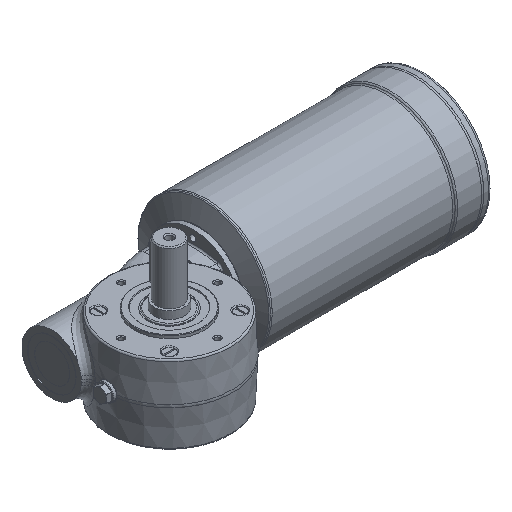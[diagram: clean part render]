
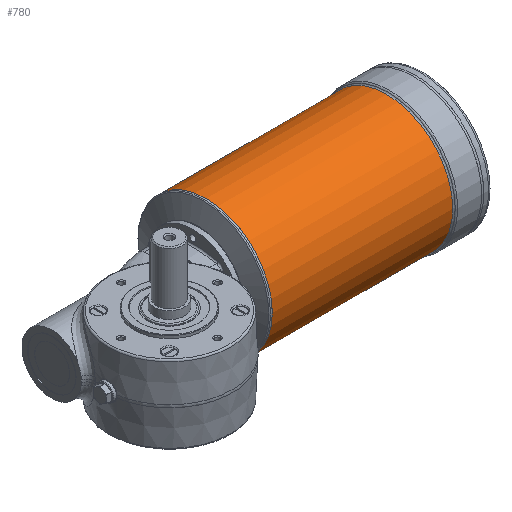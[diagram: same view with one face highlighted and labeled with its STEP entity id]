
A CAD part, isometric view. The second image highlights one B-rep face of the part: STEP entity #780.
In plain terms, the highlighted cylindrical face has radius 64.5 mm (diameter 129 mm), a full revolution.
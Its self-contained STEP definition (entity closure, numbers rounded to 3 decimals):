
#780 = ADVANCED_FACE( '', ( #1934, #1935 ), #1936, .T. );
#1934 = FACE_OUTER_BOUND( '', #4697, .T. );
#1935 = FACE_OUTER_BOUND( '', #4698, .T. );
#1936 = CYLINDRICAL_SURFACE( '', #4699, 64.5 );
#4697 = EDGE_LOOP( '', ( #9110 ) );
#4698 = EDGE_LOOP( '', ( #9111 ) );
#4699 = AXIS2_PLACEMENT_3D( '', #9112, #9113, #9114 );
#9110 = ORIENTED_EDGE( '', *, *, #11901, .T. );
#9111 = ORIENTED_EDGE( '', *, *, #11863, .T. );
#9112 = CARTESIAN_POINT( '', ( 246.168, 50., 0. ) );
#9113 = DIRECTION( '', ( -1., 0., 0. ) );
#9114 = DIRECTION( '', ( 0., 1., 0. ) );
#11863 = EDGE_CURVE( '', #13485, #13485, #13486, .T. );
#11901 = EDGE_CURVE( '', #13542, #13542, #13543, .F. );
#13485 = VERTEX_POINT( '', #16462 );
#13486 = CIRCLE( '', #16463, 64.5 );
#13542 = VERTEX_POINT( '', #16544 );
#13543 = CIRCLE( '', #16545, 64.5 );
#16462 = CARTESIAN_POINT( '', ( 86., 114.5, 0. ) );
#16463 = AXIS2_PLACEMENT_3D( '', #19579, #19580, #19581 );
#16544 = CARTESIAN_POINT( '', ( 262.172, 114.5, 0. ) );
#16545 = AXIS2_PLACEMENT_3D( '', #19629, #19630, #19631 );
#19579 = CARTESIAN_POINT( '', ( 86., 50., 0. ) );
#19580 = DIRECTION( '', ( 1., 0., 0. ) );
#19581 = DIRECTION( '', ( 0., 1., 0. ) );
#19629 = CARTESIAN_POINT( '', ( 262.172, 50., 0. ) );
#19630 = DIRECTION( '', ( 1., 0., 0. ) );
#19631 = DIRECTION( '', ( 0., 1., 0. ) );
